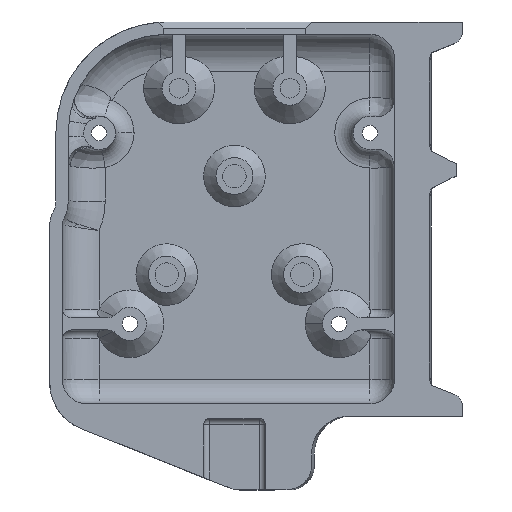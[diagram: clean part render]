
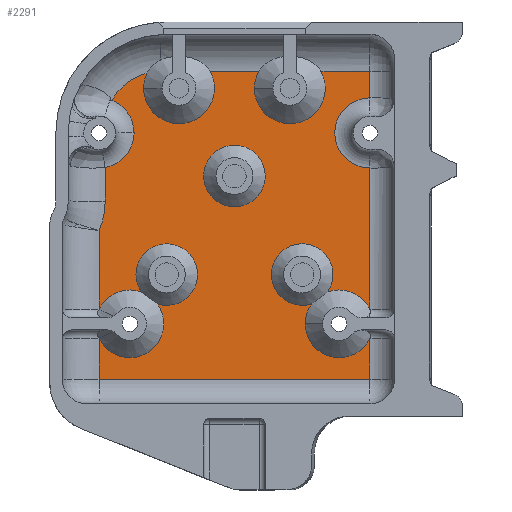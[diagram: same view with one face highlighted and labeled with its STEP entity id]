
A CAD part, top view. The second image highlights one B-rep face of the part: STEP entity #2291.
In plain terms, the highlighted planar face has unit normal (0, 0, 1).
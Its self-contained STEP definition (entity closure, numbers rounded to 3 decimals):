
#133=CARTESIAN_POINT('',(6.094,49.301,2.));
#134=VERTEX_POINT('',#133);
#142=CARTESIAN_POINT('',(11.812,53.73,2.));
#143=VERTEX_POINT('',#142);
#144=CARTESIAN_POINT('',(14.,45.,2.));
#145=DIRECTION('',(-0.,-0.,-1.));
#146=DIRECTION('',(1.,0.,-0.));
#147=AXIS2_PLACEMENT_3D('',#144,#145,#146);
#148=CIRCLE('',#147,9.);
#149=EDGE_CURVE('',#134,#143,#148,.T.);
#1327=CARTESIAN_POINT('',(47.996,10.71,2.004));
#1328=VERTEX_POINT('',#1327);
#1357=CARTESIAN_POINT('',(48.,10.6,2.));
#1358=VERTEX_POINT('',#1357);
#1359=CARTESIAN_POINT('',(48.,10.6,2.));
#1360=DIRECTION('',(0.,1.,0.));
#1361=VECTOR('',#1360,0.109);
#1362=LINE('',#1359,#1361);
#1363=EDGE_CURVE('',#1358,#1328,#1362,.T.);
#1474=CARTESIAN_POINT('',(48.,15.4,2.));
#1475=VERTEX_POINT('',#1474);
#1483=CARTESIAN_POINT('',(48.,15.291,2.));
#1484=VERTEX_POINT('',#1483);
#1485=CARTESIAN_POINT('',(48.,15.291,2.));
#1486=DIRECTION('',(0.,1.,0.));
#1487=VECTOR('',#1486,0.109);
#1488=LINE('',#1485,#1487);
#1489=EDGE_CURVE('',#1484,#1475,#1488,.T.);
#1690=CARTESIAN_POINT('',(4.,15.291,2.));
#1691=VERTEX_POINT('',#1690);
#1767=CARTESIAN_POINT('',(37.5,13.,2.));
#1768=VERTEX_POINT('',#1767);
#1809=CARTESIAN_POINT('',(41.122,18.169,2.));
#1810=VERTEX_POINT('',#1809);
#1811=CARTESIAN_POINT('',(43.,13.,2.));
#1812=DIRECTION('',(-0.,-0.,-1.));
#1813=DIRECTION('',(1.,0.,-0.));
#1814=AXIS2_PLACEMENT_3D('',#1811,#1812,#1813);
#1815=CIRCLE('',#1814,5.5);
#1816=EDGE_CURVE('',#1810,#1484,#1815,.T.);
#1818=CARTESIAN_POINT('',(38.563,16.251,2.));
#1819=VERTEX_POINT('',#1818);
#1836=CARTESIAN_POINT('',(43.,13.,2.));
#1837=DIRECTION('',(-0.,-0.,-1.));
#1838=DIRECTION('',(1.,0.,-0.));
#1839=AXIS2_PLACEMENT_3D('',#1836,#1837,#1838);
#1840=CIRCLE('',#1839,5.5);
#1841=EDGE_CURVE('',#1768,#1819,#1840,.T.);
#1851=CARTESIAN_POINT('',(48.,38.3,2.));
#1852=VERTEX_POINT('',#1851);
#1853=CARTESIAN_POINT('',(48.,15.4,2.));
#1854=DIRECTION('',(0.,1.,0.));
#1855=VECTOR('',#1854,22.9);
#1856=LINE('',#1853,#1855);
#1857=EDGE_CURVE('',#1475,#1852,#1856,.T.);
#1922=CARTESIAN_POINT('',(48.,4.,2.));
#1923=VERTEX_POINT('',#1922);
#1924=CARTESIAN_POINT('',(48.,4.,2.));
#1925=DIRECTION('',(0.,1.,0.));
#1926=VECTOR('',#1925,6.6);
#1927=LINE('',#1924,#1926);
#1928=EDGE_CURVE('',#1923,#1358,#1927,.T.);
#2060=CARTESIAN_POINT('',(0.,0.,2.));
#2061=DIRECTION('',(0.,0.,1.));
#2062=DIRECTION('',(1.,0.,0.));
#2063=AXIS2_PLACEMENT_3D('',#2060,#2061,#2062);
#2064=PLANE('',#2063);
#2065=CARTESIAN_POINT('',(4.,4.,2.));
#2066=VERTEX_POINT('',#2065);
#2067=CARTESIAN_POINT('',(4.,4.,2.));
#2068=DIRECTION('',(1.,0.,-0.));
#2069=VECTOR('',#2068,44.);
#2070=LINE('',#2067,#2069);
#2071=EDGE_CURVE('',#2066,#1923,#2070,.T.);
#2072=ORIENTED_EDGE('',*,*,#2071,.T.);
#2073=ORIENTED_EDGE('',*,*,#1928,.T.);
#2074=ORIENTED_EDGE('',*,*,#1363,.T.);
#2075=CARTESIAN_POINT('',(43.,13.,2.));
#2076=DIRECTION('',(-0.,-0.,-1.));
#2077=DIRECTION('',(1.,0.,-0.));
#2078=AXIS2_PLACEMENT_3D('',#2075,#2076,#2077);
#2079=CIRCLE('',#2078,5.5);
#2080=EDGE_CURVE('',#1328,#1768,#2079,.T.);
#2081=ORIENTED_EDGE('',*,*,#2080,.T.);
#2082=ORIENTED_EDGE('',*,*,#1841,.T.);
#2083=CARTESIAN_POINT('',(32.,21.,2.));
#2084=VERTEX_POINT('',#2083);
#2085=CARTESIAN_POINT('',(37.,21.,2.));
#2086=DIRECTION('',(-0.,-0.,-1.));
#2087=DIRECTION('',(1.,0.,-0.));
#2088=AXIS2_PLACEMENT_3D('',#2085,#2086,#2087);
#2089=CIRCLE('',#2088,5.);
#2090=EDGE_CURVE('',#1819,#2084,#2089,.T.);
#2091=ORIENTED_EDGE('',*,*,#2090,.T.);
#2092=CARTESIAN_POINT('',(37.,21.,2.));
#2093=DIRECTION('',(-0.,-0.,-1.));
#2094=DIRECTION('',(1.,0.,-0.));
#2095=AXIS2_PLACEMENT_3D('',#2092,#2093,#2094);
#2096=CIRCLE('',#2095,5.);
#2097=EDGE_CURVE('',#2084,#1810,#2096,.T.);
#2098=ORIENTED_EDGE('',*,*,#2097,.T.);
#2099=ORIENTED_EDGE('',*,*,#1816,.T.);
#2100=ORIENTED_EDGE('',*,*,#1489,.T.);
#2101=ORIENTED_EDGE('',*,*,#1857,.T.);
#2102=CARTESIAN_POINT('',(48.,49.7,2.));
#2103=VERTEX_POINT('',#2102);
#2104=CARTESIAN_POINT('',(48.,44.,2.));
#2105=DIRECTION('',(-0.,-0.,-1.));
#2106=DIRECTION('',(1.,0.,-0.));
#2107=AXIS2_PLACEMENT_3D('',#2104,#2105,#2106);
#2108=CIRCLE('',#2107,5.7);
#2109=EDGE_CURVE('',#1852,#2103,#2108,.T.);
#2110=ORIENTED_EDGE('',*,*,#2109,.T.);
#2111=CARTESIAN_POINT('',(48.,54.,2.));
#2112=VERTEX_POINT('',#2111);
#2113=CARTESIAN_POINT('',(48.,49.7,2.));
#2114=DIRECTION('',(0.,1.,0.));
#2115=VECTOR('',#2114,4.3);
#2116=LINE('',#2113,#2115);
#2117=EDGE_CURVE('',#2103,#2112,#2116,.T.);
#2118=ORIENTED_EDGE('',*,*,#2117,.T.);
#2119=CARTESIAN_POINT('',(40.05,54.,2.));
#2120=VERTEX_POINT('',#2119);
#2121=CARTESIAN_POINT('',(40.05,54.,2.));
#2122=DIRECTION('',(1.,0.,-0.));
#2123=VECTOR('',#2122,7.95);
#2124=LINE('',#2121,#2123);
#2125=EDGE_CURVE('',#2120,#2112,#2124,.T.);
#2126=ORIENTED_EDGE('',*,*,#2125,.F.);
#2127=CARTESIAN_POINT('',(29.25,51.25,2.));
#2128=VERTEX_POINT('',#2127);
#2129=CARTESIAN_POINT('',(35.,51.25,2.));
#2130=DIRECTION('',(-0.,-0.,-1.));
#2131=DIRECTION('',(1.,0.,-0.));
#2132=AXIS2_PLACEMENT_3D('',#2129,#2130,#2131);
#2133=CIRCLE('',#2132,5.75);
#2134=EDGE_CURVE('',#2120,#2128,#2133,.T.);
#2135=ORIENTED_EDGE('',*,*,#2134,.T.);
#2136=CARTESIAN_POINT('',(29.95,54.,2.));
#2137=VERTEX_POINT('',#2136);
#2138=CARTESIAN_POINT('',(35.,51.25,2.));
#2139=DIRECTION('',(-0.,-0.,-1.));
#2140=DIRECTION('',(1.,0.,-0.));
#2141=AXIS2_PLACEMENT_3D('',#2138,#2139,#2140);
#2142=CIRCLE('',#2141,5.75);
#2143=EDGE_CURVE('',#2128,#2137,#2142,.T.);
#2144=ORIENTED_EDGE('',*,*,#2143,.T.);
#2145=CARTESIAN_POINT('',(22.05,54.,2.));
#2146=VERTEX_POINT('',#2145);
#2147=CARTESIAN_POINT('',(22.05,54.,2.));
#2148=DIRECTION('',(1.,0.,-0.));
#2149=VECTOR('',#2148,7.9);
#2150=LINE('',#2147,#2149);
#2151=EDGE_CURVE('',#2146,#2137,#2150,.T.);
#2152=ORIENTED_EDGE('',*,*,#2151,.F.);
#2153=CARTESIAN_POINT('',(11.25,51.25,2.));
#2154=VERTEX_POINT('',#2153);
#2155=CARTESIAN_POINT('',(17.,51.25,2.));
#2156=DIRECTION('',(-0.,-0.,-1.));
#2157=DIRECTION('',(1.,0.,-0.));
#2158=AXIS2_PLACEMENT_3D('',#2155,#2156,#2157);
#2159=CIRCLE('',#2158,5.75);
#2160=EDGE_CURVE('',#2146,#2154,#2159,.T.);
#2161=ORIENTED_EDGE('',*,*,#2160,.T.);
#2162=CARTESIAN_POINT('',(17.,51.25,2.));
#2163=DIRECTION('',(-0.,-0.,-1.));
#2164=DIRECTION('',(1.,0.,-0.));
#2165=AXIS2_PLACEMENT_3D('',#2162,#2163,#2164);
#2166=CIRCLE('',#2165,5.75);
#2167=EDGE_CURVE('',#2154,#143,#2166,.T.);
#2168=ORIENTED_EDGE('',*,*,#2167,.T.);
#2169=ORIENTED_EDGE('',*,*,#149,.F.);
#2170=CARTESIAN_POINT('',(9.7,44.,2.));
#2171=VERTEX_POINT('',#2170);
#2172=CARTESIAN_POINT('',(4.,44.,2.));
#2173=DIRECTION('',(-0.,-0.,-1.));
#2174=DIRECTION('',(1.,0.,-0.));
#2175=AXIS2_PLACEMENT_3D('',#2172,#2173,#2174);
#2176=CIRCLE('',#2175,5.7);
#2177=EDGE_CURVE('',#134,#2171,#2176,.T.);
#2178=ORIENTED_EDGE('',*,*,#2177,.T.);
#2179=CARTESIAN_POINT('',(5.,38.388,2.));
#2180=VERTEX_POINT('',#2179);
#2181=CARTESIAN_POINT('',(4.,44.,2.));
#2182=DIRECTION('',(-0.,-0.,-1.));
#2183=DIRECTION('',(1.,0.,-0.));
#2184=AXIS2_PLACEMENT_3D('',#2181,#2182,#2183);
#2185=CIRCLE('',#2184,5.7);
#2186=EDGE_CURVE('',#2171,#2180,#2185,.T.);
#2187=ORIENTED_EDGE('',*,*,#2186,.T.);
#2188=CARTESIAN_POINT('',(5.,32.944,2.));
#2189=VERTEX_POINT('',#2188);
#2190=CARTESIAN_POINT('',(5.,32.944,2.));
#2191=DIRECTION('',(0.,1.,0.));
#2192=VECTOR('',#2191,5.444);
#2193=LINE('',#2190,#2192);
#2194=EDGE_CURVE('',#2189,#2180,#2193,.T.);
#2195=ORIENTED_EDGE('',*,*,#2194,.F.);
#2196=CARTESIAN_POINT('',(4.,28.148,2.));
#2197=VERTEX_POINT('',#2196);
#2198=CARTESIAN_POINT('',(-7.,32.944,2.));
#2199=DIRECTION('',(0.,0.,1.));
#2200=DIRECTION('',(1.,0.,-0.));
#2201=AXIS2_PLACEMENT_3D('',#2198,#2199,#2200);
#2202=CIRCLE('',#2201,12.);
#2203=EDGE_CURVE('',#2197,#2189,#2202,.T.);
#2204=ORIENTED_EDGE('',*,*,#2203,.F.);
#2205=CARTESIAN_POINT('',(4.,15.4,2.));
#2206=VERTEX_POINT('',#2205);
#2207=CARTESIAN_POINT('',(4.,15.4,2.));
#2208=DIRECTION('',(0.,1.,0.));
#2209=VECTOR('',#2208,12.748);
#2210=LINE('',#2207,#2209);
#2211=EDGE_CURVE('',#2206,#2197,#2210,.T.);
#2212=ORIENTED_EDGE('',*,*,#2211,.F.);
#2213=CARTESIAN_POINT('',(4.,15.291,2.));
#2214=DIRECTION('',(0.,1.,0.));
#2215=VECTOR('',#2214,0.109);
#2216=LINE('',#2213,#2215);
#2217=EDGE_CURVE('',#1691,#2206,#2216,.T.);
#2218=ORIENTED_EDGE('',*,*,#2217,.F.);
#2219=CARTESIAN_POINT('',(10.878,18.169,2.));
#2220=VERTEX_POINT('',#2219);
#2221=CARTESIAN_POINT('',(9.,13.,2.));
#2222=DIRECTION('',(-0.,-0.,-1.));
#2223=DIRECTION('',(1.,0.,-0.));
#2224=AXIS2_PLACEMENT_3D('',#2221,#2222,#2223);
#2225=CIRCLE('',#2224,5.5);
#2226=EDGE_CURVE('',#1691,#2220,#2225,.T.);
#2227=ORIENTED_EDGE('',*,*,#2226,.T.);
#2228=CARTESIAN_POINT('',(10.,21.,2.));
#2229=VERTEX_POINT('',#2228);
#2230=CARTESIAN_POINT('',(15.,21.,2.));
#2231=DIRECTION('',(-0.,-0.,-1.));
#2232=DIRECTION('',(1.,0.,-0.));
#2233=AXIS2_PLACEMENT_3D('',#2230,#2231,#2232);
#2234=CIRCLE('',#2233,5.);
#2235=EDGE_CURVE('',#2220,#2229,#2234,.T.);
#2236=ORIENTED_EDGE('',*,*,#2235,.T.);
#2237=CARTESIAN_POINT('',(13.437,16.251,2.));
#2238=VERTEX_POINT('',#2237);
#2239=CARTESIAN_POINT('',(15.,21.,2.));
#2240=DIRECTION('',(-0.,-0.,-1.));
#2241=DIRECTION('',(1.,0.,-0.));
#2242=AXIS2_PLACEMENT_3D('',#2239,#2240,#2241);
#2243=CIRCLE('',#2242,5.);
#2244=EDGE_CURVE('',#2229,#2238,#2243,.T.);
#2245=ORIENTED_EDGE('',*,*,#2244,.T.);
#2246=CARTESIAN_POINT('',(4.,10.709,2.));
#2247=VERTEX_POINT('',#2246);
#2248=CARTESIAN_POINT('',(9.,13.,2.));
#2249=DIRECTION('',(-0.,-0.,-1.));
#2250=DIRECTION('',(1.,0.,-0.));
#2251=AXIS2_PLACEMENT_3D('',#2248,#2249,#2250);
#2252=CIRCLE('',#2251,5.5);
#2253=EDGE_CURVE('',#2238,#2247,#2252,.T.);
#2254=ORIENTED_EDGE('',*,*,#2253,.T.);
#2255=CARTESIAN_POINT('',(4.,10.6,2.));
#2256=VERTEX_POINT('',#2255);
#2257=CARTESIAN_POINT('',(4.,10.6,2.));
#2258=DIRECTION('',(0.,1.,0.));
#2259=VECTOR('',#2258,0.109);
#2260=LINE('',#2257,#2259);
#2261=EDGE_CURVE('',#2256,#2247,#2260,.T.);
#2262=ORIENTED_EDGE('',*,*,#2261,.F.);
#2263=CARTESIAN_POINT('',(4.,4.,2.));
#2264=DIRECTION('',(0.,1.,0.));
#2265=VECTOR('',#2264,6.6);
#2266=LINE('',#2263,#2265);
#2267=EDGE_CURVE('',#2066,#2256,#2266,.T.);
#2268=ORIENTED_EDGE('',*,*,#2267,.F.);
#2269=EDGE_LOOP('',(#2072,#2073,#2074,#2081,#2082,#2091,#2098,#2099,#2100,#2101,#2110,#2118,#2126,#2135,#2144,#2152,#2161,#2168,#2169,#2178,#2187,#2195,#2204,#2212,#2218,#2227,
#2236,#2245,#2254,#2262,#2268));
#2270=FACE_BOUND('',#2269,.T.);
#2271=CARTESIAN_POINT('',(31.,37.,2.));
#2272=VERTEX_POINT('',#2271);
#2273=CARTESIAN_POINT('',(21.,37.,2.));
#2274=VERTEX_POINT('',#2273);
#2275=CARTESIAN_POINT('',(26.,37.,2.));
#2276=DIRECTION('',(-0.,-0.,-1.));
#2277=DIRECTION('',(1.,0.,-0.));
#2278=AXIS2_PLACEMENT_3D('',#2275,#2276,#2277);
#2279=CIRCLE('',#2278,5.);
#2280=EDGE_CURVE('',#2272,#2274,#2279,.T.);
#2281=ORIENTED_EDGE('',*,*,#2280,.T.);
#2282=CARTESIAN_POINT('',(26.,37.,2.));
#2283=DIRECTION('',(-0.,-0.,-1.));
#2284=DIRECTION('',(1.,0.,-0.));
#2285=AXIS2_PLACEMENT_3D('',#2282,#2283,#2284);
#2286=CIRCLE('',#2285,5.);
#2287=EDGE_CURVE('',#2274,#2272,#2286,.T.);
#2288=ORIENTED_EDGE('',*,*,#2287,.T.);
#2289=EDGE_LOOP('',(#2281,#2288));
#2290=FACE_BOUND('',#2289,.T.);
#2291=ADVANCED_FACE('',(#2270,#2290),#2064,.T.);
